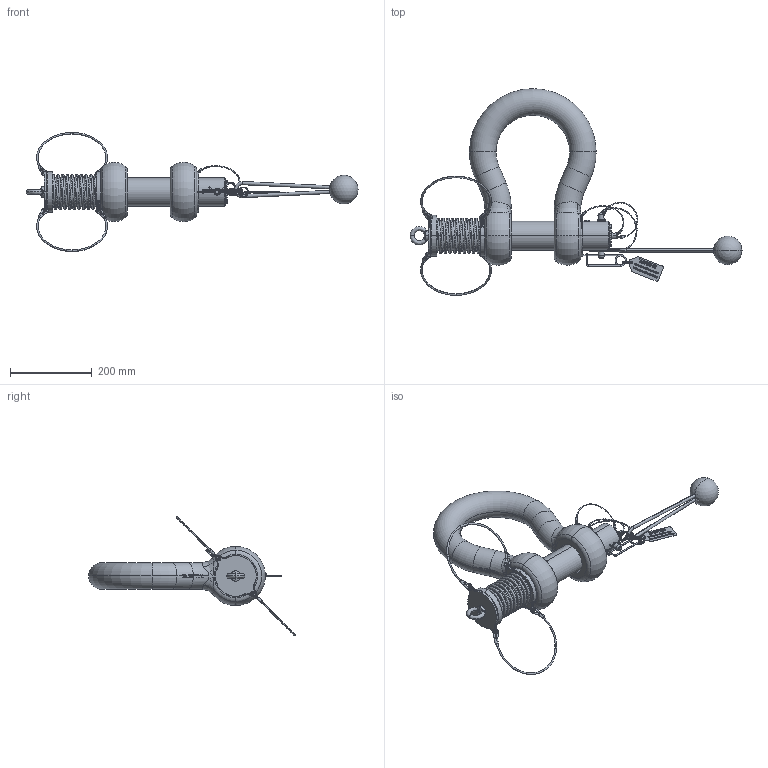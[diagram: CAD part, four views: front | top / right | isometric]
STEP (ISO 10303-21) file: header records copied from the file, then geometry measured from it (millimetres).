
FILE_DESCRIPTION(('STEP AP203'),'1');
FILE_NAME('POGHMB65ROVSRL.stp','2014-03-28T16:17:14',('TraceParts'),('TraceParts S.A.'),'XStep 1.0',' ',' ');
FILE_SCHEMA(('CONFIG_CONTROL_DESIGN'));
Length unit declared in the file: millimetre
Products named in the file (33): 1; 2; 3; 4; 5; 6; 7; 8; 9; 10; 11; 12; 13; 14; 15; 16; 17; 18; 19; 20; 21; 22; 23; 24; 25; 26; 27; 28; 29; 30; 31; 32; 33
Bounding box: 812.42 x 505.66 x 291.32 mm (x, y, z)
Volume: 5710917.6 mm3; surface area: 536016.3 mm2
Topology: 33 solids, 33 shells, 1666 faces, 4286 edges, 2739 vertices
Faces by surface type: plane 616, bspline 616, torus 194, cylinder 174, cone 62, sphere 4
Entity records: 134621 total; most frequent: CARTESIAN_POINT 97467, ORIENTED_EDGE 8540, DIRECTION 5462, EDGE_CURVE 4270, VERTEX_POINT 2739, LINE 1848, VECTOR 1848, AXIS2_PLACEMENT_3D 1807
